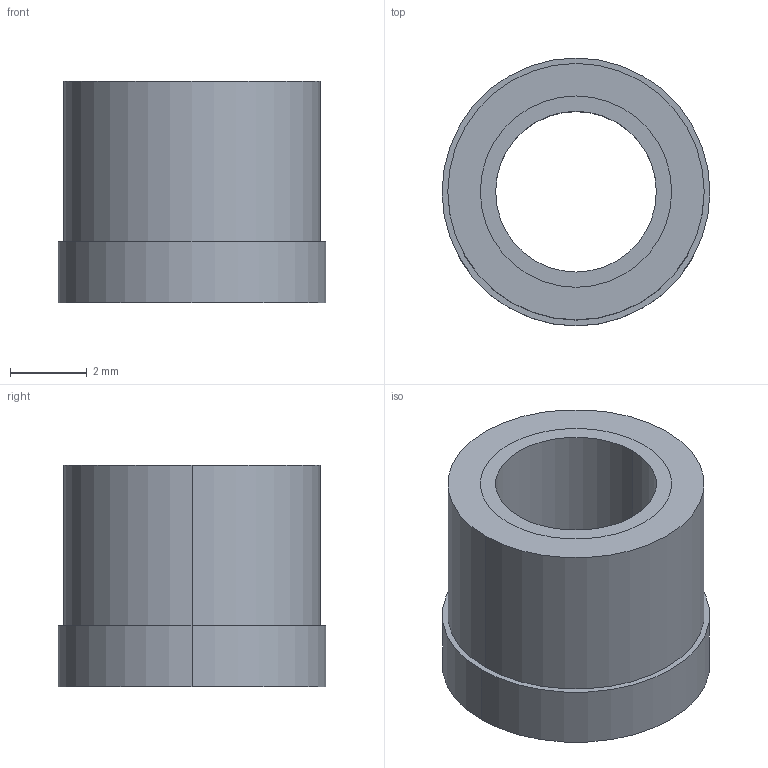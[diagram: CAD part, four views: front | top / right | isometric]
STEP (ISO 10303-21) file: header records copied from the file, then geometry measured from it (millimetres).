
FILE_DESCRIPTION((''),'2;1');
FILE_NAME('THREADED_INSERT_M5_LENGTH_5_8','2025-04-16T12:27:36',('Constantin Schempp'),(''),'CREO PARAMETRIC BY PTC INC, 2024063','CREO PARAMETRIC BY PTC INC, 2024063','');
FILE_SCHEMA(('CONFIG_CONTROL_DESIGN'));
Length unit declared in the file: millimetre
Products named in the file (1): THREADED_INSERT_M5_LENGTH_5_8
Bounding box: 7 x 7 x 5.8 mm (x, y, z)
Volume: 129.3 mm3; surface area: 340.5 mm2
Topology: 1 solids, 2 shells, 11 faces, 31 edges, 26 vertices
Faces by surface type: cylinder 8, plane 3
Entity records: 410 total; most frequent: DIRECTION 75, CARTESIAN_POINT 59, ORIENTED_EDGE 44, AXIS2_PLACEMENT_3D 32, EDGE_CURVE 24, CIRCLE 20, VERTEX_POINT 16, EDGE_LOOP 14
